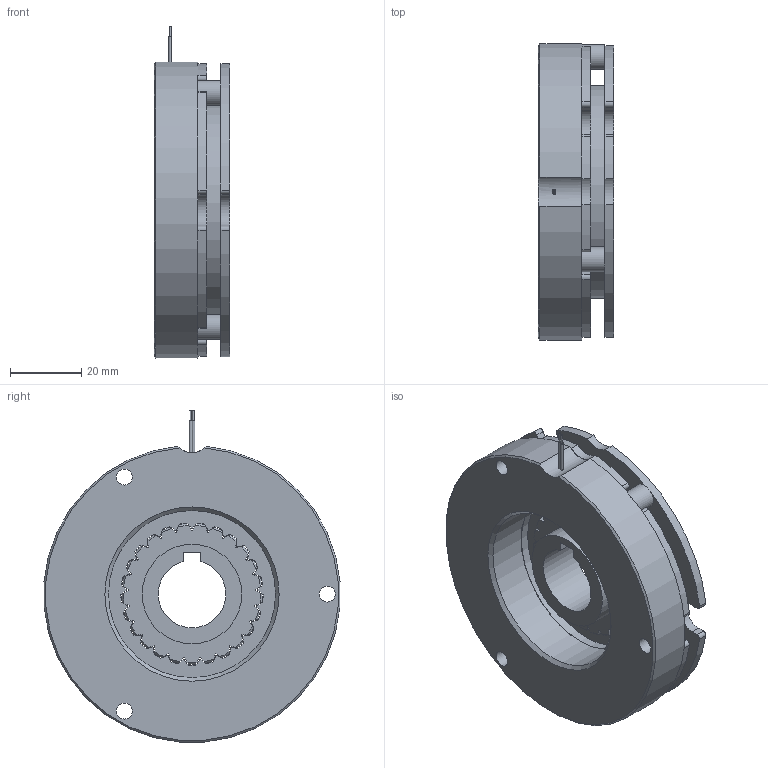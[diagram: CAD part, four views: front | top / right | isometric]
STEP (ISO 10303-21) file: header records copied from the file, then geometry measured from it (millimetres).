
FILE_DESCRIPTION (( 'STEP AP203' ), '1' );
FILE_NAME ('20376 - UTSEB-328-24.7-M19.STEP', '2021-10-05T12:34:08', ( '' ), ( '' ), 'SwSTEP 2.0', 'SolidWorks 2021', '' );
FILE_SCHEMA (( 'CONFIG_CONTROL_DESIGN' ));
Length unit declared in the file: millimetre
Products named in the file (7): 20376 FRICTION DISC; 20376 MAGBODY; 20376 HUB; 20376 - UTSEB-328-24.7-M19; 20376 ARMATURE; 20376 BACKPLATE; 20376 SPACER
Assembly tree (8 placements, depth 2):
  20376 - UTSEB-328-24.7-M19
    20376 MAGBODY
    20376 ARMATURE
    20376 FRICTION DISC
    20376 BACKPLATE
    20376 SPACER  x3
    20376 HUB
Bounding box: 21.3 x 83.22 x 93.34 mm (x, y, z)
Volume: 76786.1 mm3; surface area: 38112.1 mm2
Topology: 9 solids, 9 shells, 356 faces, 1001 edges, 667 vertices
Faces by surface type: cylinder 261, cone 52, plane 43
Full cylindrical faces by diameter (mm): 0.5 x2, 0.762 x2, 2 x3, 4.5 x3, 7 x3, 28 x1, 47 x3, 60 x1
Entity records: 12511 total; most frequent: CARTESIAN_POINT 2315, DIRECTION 2154, ORIENTED_EDGE 1948, EDGE_CURVE 974, AXIS2_PLACEMENT_3D 924, VERTEX_POINT 659, CIRCLE 565, EDGE_LOOP 385
